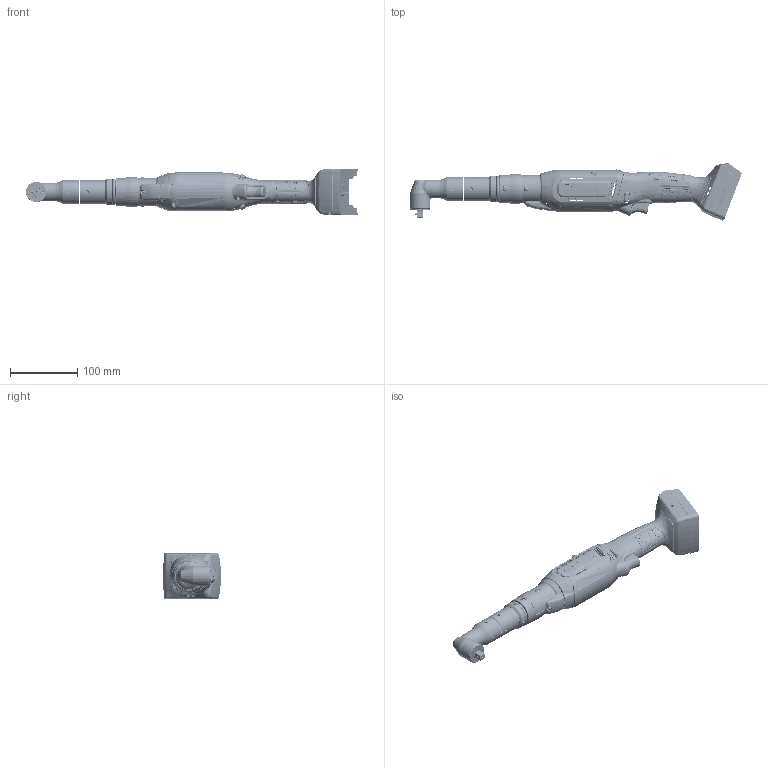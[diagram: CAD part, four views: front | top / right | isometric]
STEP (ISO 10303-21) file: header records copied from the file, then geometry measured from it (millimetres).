
FILE_DESCRIPTION((''),'2;1');
FILE_NAME('CLBA303-1_SW0001','2024-03-25T06:43:15',('QC717'),(''),'CREO PARAMETRIC BY PTC INC, 2022014','CREO PARAMETRIC BY PTC INC, 2022014','');
FILE_SCHEMA(('CONFIG_CONTROL_DESIGN'));
Length unit declared in the file: millimetre
Products named in the file (1): CLBA303-1_SW0001
Bounding box: 493.15 x 85.77 x 69.56 mm (x, y, z)
Surface area: 198163.4 mm2 (no closed solid volume)
Topology: 0 solids, 326 shells, 5874 faces, 24086 edges, 17917 vertices
Faces by surface type: bspline 2948, plane 1298, cylinder 1031, cone 284, extrusion 140, torus 128, sphere 45
Entity records: 457182 total; most frequent: CARTESIAN_POINT 297601, ORIENTED_EDGE 34622, EDGE_CURVE 24064, DIRECTION 21862, VERTEX_POINT 17913, B_SPLINE_CURVE_WITH_KNOTS 12484, VECTOR 7430, LINE 7290
